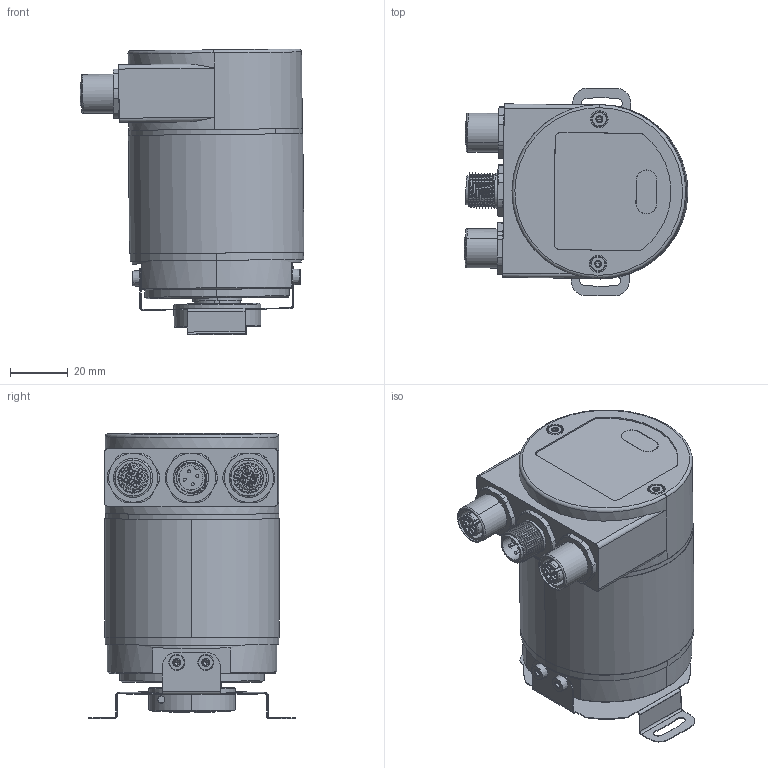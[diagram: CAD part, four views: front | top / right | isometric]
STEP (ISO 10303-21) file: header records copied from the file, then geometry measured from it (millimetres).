
FILE_DESCRIPTION (( 'STEP AP214' ), '1' );
FILE_NAME ('OCD-EEA1B-1213-B12V-PRM.STEP', '2020-07-30T11:49:25', ( '' ), ( '' ), 'SwSTEP 2.0', 'SolidWorks 2019', '' );
FILE_SCHEMA (( 'AUTOMOTIVE_DESIGN' ));
Length unit declared in the file: millimetre
Products named in the file (1): OCD-EEA1B-1213-B12V-PRM
Bounding box: 77.42 x 71.79 x 98.84 mm (x, y, z)
Volume: 97669.4 mm3; surface area: 85723.3 mm2
Topology: 58 solids, 58 shells, 2142 faces, 5398 edges, 3388 vertices
Faces by surface type: cylinder 876, plane 577, cone 345, bspline 206, torus 102, sphere 36
Entity records: 100742 total; most frequent: CARTESIAN_POINT 27156, ORIENTED_EDGE 10438, DIRECTION 10202, EDGE_CURVE 5219, AXIS2_PLACEMENT_3D 4107, VERTEX_POINT 3332, EDGE_LOOP 2359, UNCERTAINTY_MEASURE_WITH_UNIT 2197
